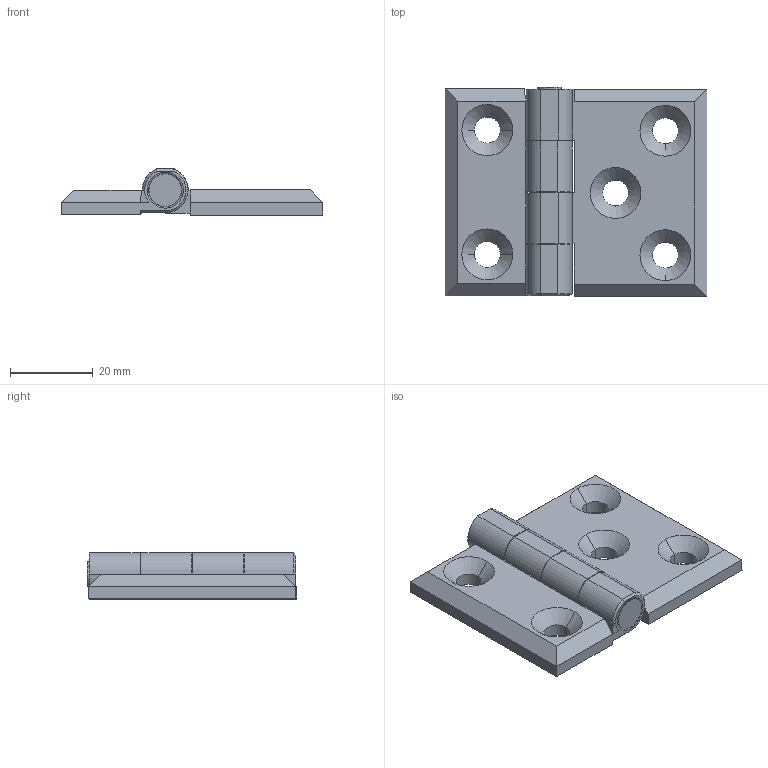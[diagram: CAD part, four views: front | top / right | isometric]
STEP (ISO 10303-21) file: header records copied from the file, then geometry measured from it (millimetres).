
FILE_DESCRIPTION (( 'STEP AP203' ), '1' );
FILE_NAME ('MY5063.1.2.5.KROM.STEP', '2022-08-01T08:01:58', ( '' ), ( '' ), 'SwSTEP 2.0', 'SolidWorks 2021', '' );
FILE_SCHEMA (( 'CONFIG_CONTROL_DESIGN' ));
Length unit declared in the file: millimetre
Products named in the file (1): MY5063.1.2.5.KROM
Bounding box: 63.1 x 50.48 x 11.18 mm (x, y, z)
Surface area: 11248.4 mm2 (no closed solid volume)
Topology: 0 solids, 4 shells, 169 faces, 453 edges, 293 vertices
Faces by surface type: plane 103, cylinder 42, cone 24
Entity records: 5396 total; most frequent: CARTESIAN_POINT 1066, DIRECTION 872, ORIENTED_EDGE 867, EDGE_CURVE 453, AXIS2_PLACEMENT_3D 297, VERTEX_POINT 293, VECTOR 278, LINE 278
